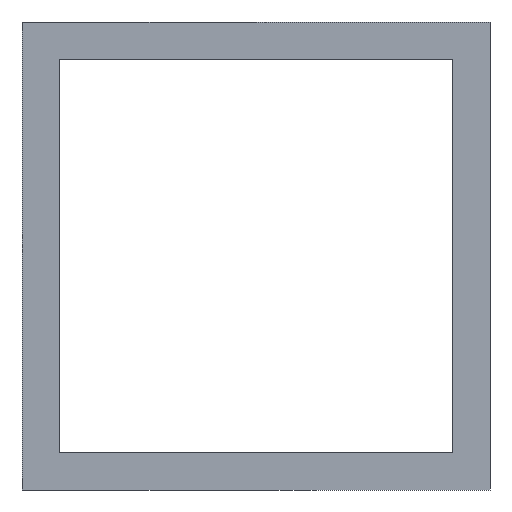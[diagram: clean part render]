
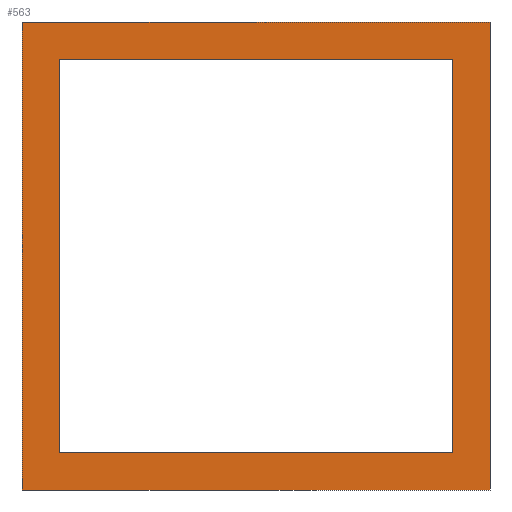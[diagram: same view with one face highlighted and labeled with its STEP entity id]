
A CAD part, front view. The second image highlights one B-rep face of the part: STEP entity #563.
In plain terms, the highlighted planar face has unit normal (0, -1, 0).
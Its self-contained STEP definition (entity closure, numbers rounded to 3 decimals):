
#24 = VERTEX_POINT('',#25);
#25 = CARTESIAN_POINT('',(-12.5,-610.,12.5));
#31 = EDGE_CURVE('',#24,#32,#34,.T.);
#32 = VERTEX_POINT('',#33);
#33 = CARTESIAN_POINT('',(12.5,-610.,12.5));
#34 = LINE('',#35,#36);
#35 = CARTESIAN_POINT('',(-12.5,-610.,12.5));
#36 = VECTOR('',#37,1.);
#37 = DIRECTION('',(1.,0.,0.));
#108 = VERTEX_POINT('',#109);
#109 = CARTESIAN_POINT('',(-12.5,-610.,-12.5));
#115 = EDGE_CURVE('',#108,#24,#116,.T.);
#116 = LINE('',#117,#118);
#117 = CARTESIAN_POINT('',(-12.5,-610.,-12.5));
#118 = VECTOR('',#119,1.);
#119 = DIRECTION('',(0.,0.,1.));
#563 = ADVANCED_FACE('',(#564,#582),#616,.F.);
#564 = FACE_BOUND('',#565,.F.);
#565 = EDGE_LOOP('',(#566,#567,#575,#581));
#566 = ORIENTED_EDGE('',*,*,#31,.T.);
#567 = ORIENTED_EDGE('',*,*,#568,.T.);
#568 = EDGE_CURVE('',#32,#569,#571,.T.);
#569 = VERTEX_POINT('',#570);
#570 = CARTESIAN_POINT('',(12.5,-610.,-12.5));
#571 = LINE('',#572,#573);
#572 = CARTESIAN_POINT('',(12.5,-610.,12.5));
#573 = VECTOR('',#574,1.);
#574 = DIRECTION('',(0.,0.,-1.));
#575 = ORIENTED_EDGE('',*,*,#576,.T.);
#576 = EDGE_CURVE('',#569,#108,#577,.T.);
#577 = LINE('',#578,#579);
#578 = CARTESIAN_POINT('',(12.5,-610.,-12.5));
#579 = VECTOR('',#580,1.);
#580 = DIRECTION('',(-1.,0.,0.));
#581 = ORIENTED_EDGE('',*,*,#115,.T.);
#582 = FACE_BOUND('',#583,.T.);
#583 = EDGE_LOOP('',(#584,#594,#602,#610));
#584 = ORIENTED_EDGE('',*,*,#585,.T.);
#585 = EDGE_CURVE('',#586,#588,#590,.T.);
#586 = VERTEX_POINT('',#587);
#587 = CARTESIAN_POINT('',(-10.5,-610.,10.5));
#588 = VERTEX_POINT('',#589);
#589 = CARTESIAN_POINT('',(10.5,-610.,10.5));
#590 = LINE('',#591,#592);
#591 = CARTESIAN_POINT('',(-10.5,-610.,10.5));
#592 = VECTOR('',#593,1.);
#593 = DIRECTION('',(1.,0.,0.));
#594 = ORIENTED_EDGE('',*,*,#595,.T.);
#595 = EDGE_CURVE('',#588,#596,#598,.T.);
#596 = VERTEX_POINT('',#597);
#597 = CARTESIAN_POINT('',(10.5,-610.,-10.5));
#598 = LINE('',#599,#600);
#599 = CARTESIAN_POINT('',(10.5,-610.,10.5));
#600 = VECTOR('',#601,1.);
#601 = DIRECTION('',(0.,0.,-1.));
#602 = ORIENTED_EDGE('',*,*,#603,.T.);
#603 = EDGE_CURVE('',#596,#604,#606,.T.);
#604 = VERTEX_POINT('',#605);
#605 = CARTESIAN_POINT('',(-10.5,-610.,-10.5));
#606 = LINE('',#607,#608);
#607 = CARTESIAN_POINT('',(10.5,-610.,-10.5));
#608 = VECTOR('',#609,1.);
#609 = DIRECTION('',(-1.,0.,0.));
#610 = ORIENTED_EDGE('',*,*,#611,.T.);
#611 = EDGE_CURVE('',#604,#586,#612,.T.);
#612 = LINE('',#613,#614);
#613 = CARTESIAN_POINT('',(-10.5,-610.,-10.5));
#614 = VECTOR('',#615,1.);
#615 = DIRECTION('',(0.,0.,1.));
#616 = PLANE('',#617);
#617 = AXIS2_PLACEMENT_3D('',#618,#619,#620);
#618 = CARTESIAN_POINT('',(0.,-610.,0.));
#619 = DIRECTION('',(0.,1.,0.));
#620 = DIRECTION('',(0.,0.,1.));
